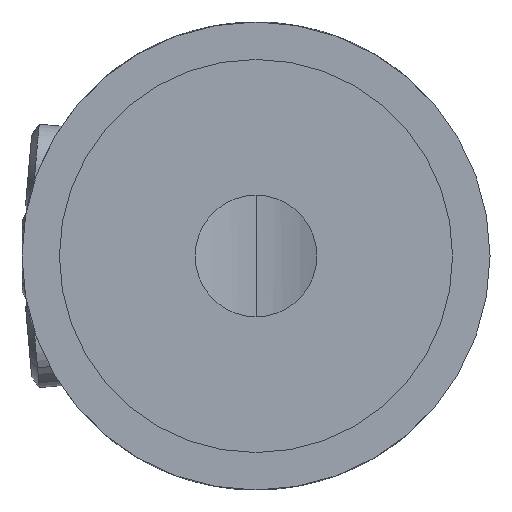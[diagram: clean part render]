
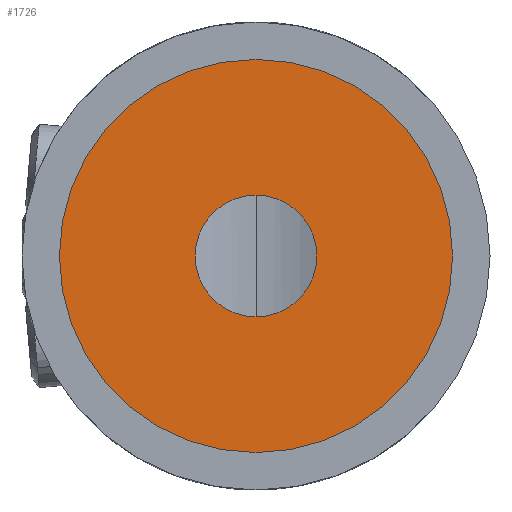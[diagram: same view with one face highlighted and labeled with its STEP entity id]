
A CAD part, left-side view. The second image highlights one B-rep face of the part: STEP entity #1726.
In plain terms, the highlighted planar face has unit normal (-1, 0, 0).
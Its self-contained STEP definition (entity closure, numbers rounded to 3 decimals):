
#150 = VERTEX_POINT ( 'NONE', #1861 ) ;
#190 = DIRECTION ( 'NONE',  ( 1., 0., 0. ) ) ;
#585 = DIRECTION ( 'NONE',  ( 0., 0., 1. ) ) ;
#647 = CARTESIAN_POINT ( 'NONE',  ( 8.5, 0., 10.5 ) ) ;
#669 = CARTESIAN_POINT ( 'NONE',  ( 8.5, 3.25, 0. ) ) ;
#721 = ORIENTED_EDGE ( 'NONE', *, *, #2749, .F. ) ;
#831 = EDGE_CURVE ( 'NONE', #1087, #150, #1353, .T. ) ;
#932 = CARTESIAN_POINT ( 'NONE',  ( 8.5, 0., -3.25 ) ) ;
#993 = CIRCLE ( 'NONE', #1533, 10.5 ) ;
#1087 = VERTEX_POINT ( 'NONE', #647 ) ;
#1104 = DIRECTION ( 'NONE',  ( 0., 0., 1. ) ) ;
#1136 = CARTESIAN_POINT ( 'NONE',  ( 8.5, 0., 0. ) ) ;
#1154 = VERTEX_POINT ( 'NONE', #1338 ) ;
#1227 = DIRECTION ( 'NONE',  ( 0., 0., 1. ) ) ;
#1255 = AXIS2_PLACEMENT_3D ( 'NONE', #1658, #1947, #1227 ) ;
#1296 = DIRECTION ( 'NONE',  ( -1., 0., 0. ) ) ;
#1338 = CARTESIAN_POINT ( 'NONE',  ( 8.5, 0., 3.25 ) ) ;
#1351 = DIRECTION ( 'NONE',  ( 0., 0., 1. ) ) ;
#1353 = CIRCLE ( 'NONE', #1746, 10.5 ) ;
#1533 = AXIS2_PLACEMENT_3D ( 'NONE', #1870, #1808, #1351 ) ;
#1605 = DIRECTION ( 'NONE',  ( 0., 0., -1. ) ) ;
#1658 = CARTESIAN_POINT ( 'NONE',  ( 8.5, 0., 0. ) ) ;
#1691 = ORIENTED_EDGE ( 'NONE', *, *, #831, .T. ) ;
#1726 = ADVANCED_FACE ( 'NONE', ( #3023, #2285 ), #2761, .F. ) ;
#1746 = AXIS2_PLACEMENT_3D ( 'NONE', #2896, #1296, #585 ) ;
#1808 = DIRECTION ( 'NONE',  ( -1., 0., 0. ) ) ;
#1861 = CARTESIAN_POINT ( 'NONE',  ( 8.5, 0., -10.5 ) ) ;
#1870 = CARTESIAN_POINT ( 'NONE',  ( 8.5, 0., 0. ) ) ;
#1947 = DIRECTION ( 'NONE',  ( -1., 0., 0. ) ) ;
#2017 = CIRCLE ( 'NONE', #2945, 3.25 ) ;
#2022 = VERTEX_POINT ( 'NONE', #932 ) ;
#2034 = ORIENTED_EDGE ( 'NONE', *, *, #2198, .F. ) ;
#2198 = EDGE_CURVE ( 'NONE', #2022, #1154, #2017, .T. ) ;
#2277 = EDGE_LOOP ( 'NONE', ( #1691, #2299 ) ) ;
#2285 = FACE_OUTER_BOUND ( 'NONE', #2277, .T. ) ;
#2299 = ORIENTED_EDGE ( 'NONE', *, *, #2662, .T. ) ;
#2313 = AXIS2_PLACEMENT_3D ( 'NONE', #669, #190, #1605 ) ;
#2662 = EDGE_CURVE ( 'NONE', #150, #1087, #993, .T. ) ;
#2687 = EDGE_LOOP ( 'NONE', ( #721, #2034 ) ) ;
#2706 = CIRCLE ( 'NONE', #1255, 3.25 ) ;
#2749 = EDGE_CURVE ( 'NONE', #1154, #2022, #2706, .T. ) ;
#2761 = PLANE ( 'NONE',  #2313 ) ;
#2896 = CARTESIAN_POINT ( 'NONE',  ( 8.5, 0., 0. ) ) ;
#2945 = AXIS2_PLACEMENT_3D ( 'NONE', #1136, #2985, #1104 ) ;
#2985 = DIRECTION ( 'NONE',  ( -1., 0., 0. ) ) ;
#3023 = FACE_BOUND ( 'NONE', #2687, .T. ) ;
